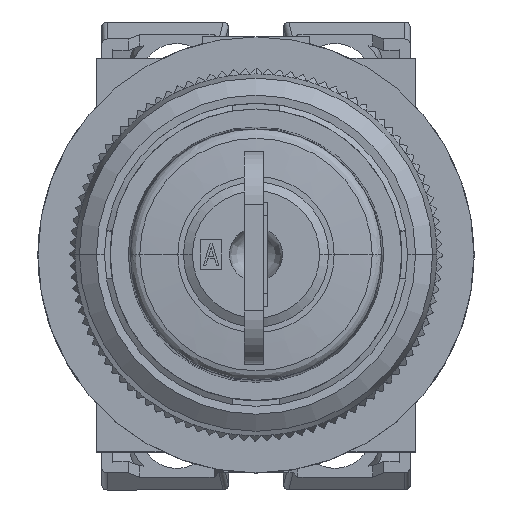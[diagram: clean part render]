
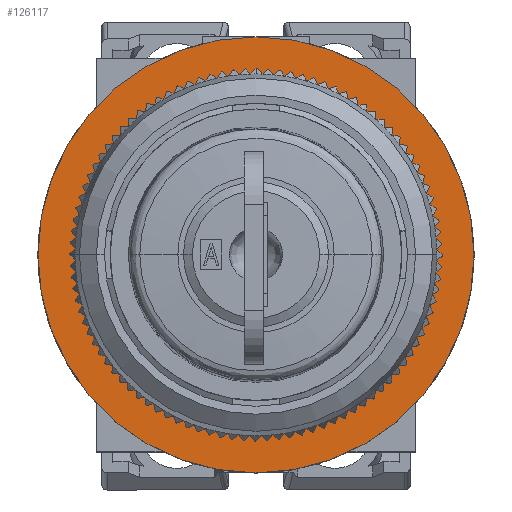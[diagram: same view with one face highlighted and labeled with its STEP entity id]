
A CAD part, top view. The second image highlights one B-rep face of the part: STEP entity #126117.
In plain terms, the highlighted planar face has unit normal (0, 0, 1).
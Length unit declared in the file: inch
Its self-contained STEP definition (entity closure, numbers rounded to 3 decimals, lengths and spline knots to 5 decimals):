
#3962 = CIRCLE ( 'NONE', #76894, 0.62598 ) ;
#7603 = AXIS2_PLACEMENT_3D ( 'NONE', #42746, #112991, #33517 ) ;
#10001 = CARTESIAN_POINT ( 'NONE',  ( -0.62598, 0., 0.23622 ) ) ;
#11702 = ORIENTED_EDGE ( 'NONE', *, *, #110031, .T. ) ;
#13859 = EDGE_LOOP ( 'NONE', ( #11702, #115559 ) ) ;
#20716 = CARTESIAN_POINT ( 'NONE',  ( -0.80709, 0., 0.23622 ) ) ;
#21138 = CIRCLE ( 'NONE', #25651, 0.80709 ) ;
#22327 = VERTEX_POINT ( 'NONE', #20716 ) ;
#25651 = AXIS2_PLACEMENT_3D ( 'NONE', #96394, #116935, #57539 ) ;
#26386 = ORIENTED_EDGE ( 'NONE', *, *, #63862, .T. ) ;
#26674 = EDGE_LOOP ( 'NONE', ( #26386, #93423 ) ) ;
#27049 = CARTESIAN_POINT ( 'NONE',  ( 0.62598, 0., 0.23622 ) ) ;
#28669 = CARTESIAN_POINT ( 'NONE',  ( 0., 0., 0.23622 ) ) ;
#31187 = EDGE_CURVE ( 'NONE', #128335, #22327, #51909, .T. ) ;
#32581 = DIRECTION ( 'NONE',  ( 0., 0., -1. ) ) ;
#33517 = DIRECTION ( 'NONE',  ( -1., 0., 0. ) ) ;
#38644 = VERTEX_POINT ( 'NONE', #10001 ) ;
#42678 = DIRECTION ( 'NONE',  ( -1., 0., 0. ) ) ;
#42746 = CARTESIAN_POINT ( 'NONE',  ( 0., 0., 0.23622 ) ) ;
#49268 = DIRECTION ( 'NONE',  ( -1., 0., 0. ) ) ;
#51909 = CIRCLE ( 'NONE', #7603, 0.80709 ) ;
#53591 = CARTESIAN_POINT ( 'NONE',  ( 0., 0., 0.23622 ) ) ;
#56730 = AXIS2_PLACEMENT_3D ( 'NONE', #28669, #58788, #98502 ) ;
#57539 = DIRECTION ( 'NONE',  ( -1., 0., 0. ) ) ;
#57923 = PLANE ( 'NONE',  #56730 ) ;
#58788 = DIRECTION ( 'NONE',  ( 0., 0., 1. ) ) ;
#63862 = EDGE_CURVE ( 'NONE', #38644, #76193, #3962, .T. ) ;
#63949 = FACE_BOUND ( 'NONE', #26674, .T. ) ;
#76193 = VERTEX_POINT ( 'NONE', #27049 ) ;
#76821 = CIRCLE ( 'NONE', #109385, 0.62598 ) ;
#76894 = AXIS2_PLACEMENT_3D ( 'NONE', #77594, #108218, #49268 ) ;
#77594 = CARTESIAN_POINT ( 'NONE',  ( 0., 0., 0.23622 ) ) ;
#77641 = EDGE_CURVE ( 'NONE', #76193, #38644, #76821, .T. ) ;
#78253 = CARTESIAN_POINT ( 'NONE',  ( 0.80709, 0., 0.23622 ) ) ;
#93423 = ORIENTED_EDGE ( 'NONE', *, *, #77641, .T. ) ;
#96394 = CARTESIAN_POINT ( 'NONE',  ( 0., 0., 0.23622 ) ) ;
#98502 = DIRECTION ( 'NONE',  ( 1., 0., 0. ) ) ;
#104549 = FACE_OUTER_BOUND ( 'NONE', #13859, .T. ) ;
#108218 = DIRECTION ( 'NONE',  ( 0., 0., -1. ) ) ;
#109385 = AXIS2_PLACEMENT_3D ( 'NONE', #53591, #32581, #42678 ) ;
#110031 = EDGE_CURVE ( 'NONE', #22327, #128335, #21138, .T. ) ;
#112991 = DIRECTION ( 'NONE',  ( 0., 0., 1. ) ) ;
#115559 = ORIENTED_EDGE ( 'NONE', *, *, #31187, .T. ) ;
#116935 = DIRECTION ( 'NONE',  ( 0., 0., 1. ) ) ;
#126117 = ADVANCED_FACE ( 'NONE', ( #63949, #104549 ), #57923, .T. ) ;
#128335 = VERTEX_POINT ( 'NONE', #78253 ) ;
